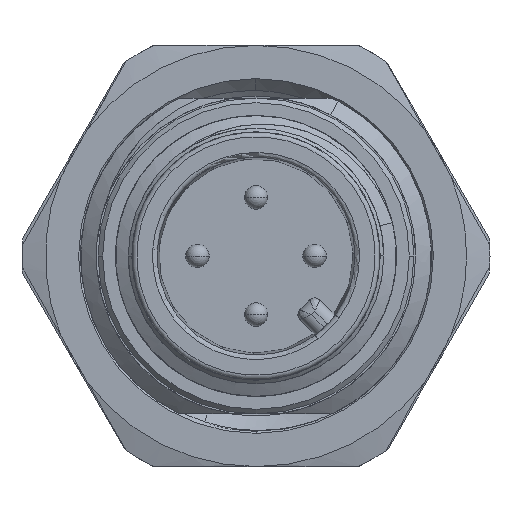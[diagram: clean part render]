
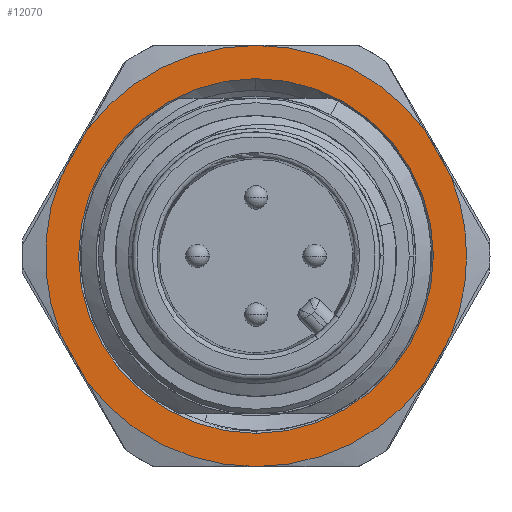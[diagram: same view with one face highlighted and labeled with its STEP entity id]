
A CAD part, left-side view. The second image highlights one B-rep face of the part: STEP entity #12070.
In plain terms, the highlighted planar face has unit normal (-1, 0, 0).
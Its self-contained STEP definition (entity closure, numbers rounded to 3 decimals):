
#2401=CARTESIAN_POINT('',(14.6,0.,0.));
#2402=DIRECTION('',(1.,0.,0.));
#2403=DIRECTION('',(0.,0.926,-0.376));
#2404=AXIS2_PLACEMENT_3D('',#2401,#2402,#2403);
#2406=DIRECTION('',(0.,-0.491,0.871));
#2407=VECTOR('',#2406,2.314);
#2408=CARTESIAN_POINT('',(14.6,8.343,3.375));
#2409=LINE('',#2408,#2407);
#2410=CARTESIAN_POINT('',(14.6,0.,0.));
#2411=DIRECTION('',(1.,0.,0.));
#2412=DIRECTION('',(0.,0.801,0.599));
#2413=AXIS2_PLACEMENT_3D('',#2410,#2411,#2412);
#2415=CARTESIAN_POINT('',(14.6,0.,0.));
#2416=DIRECTION('',(1.,0.,0.));
#2417=DIRECTION('',(0.,0.001,1.));
#2418=AXIS2_PLACEMENT_3D('',#2415,#2416,#2417);
#2420=DIRECTION('',(0.,-0.492,-0.87));
#2421=VECTOR('',#2420,2.314);
#2422=CARTESIAN_POINT('',(14.6,-7.199,5.401));
#2423=LINE('',#2422,#2421);
#2424=CARTESIAN_POINT('',(14.6,0.,0.));
#2425=DIRECTION('',(1.,0.,0.));
#2426=DIRECTION('',(0.,-0.926,0.376));
#2427=AXIS2_PLACEMENT_3D('',#2424,#2425,#2426);
#2429=CARTESIAN_POINT('',(14.6,0.,0.));
#2430=DIRECTION('',(1.,0.,0.));
#2431=DIRECTION('',(0.,-1.,0.001));
#2432=AXIS2_PLACEMENT_3D('',#2429,#2430,#2431);
#2434=DIRECTION('',(0.,0.491,-0.871));
#2435=VECTOR('',#2434,2.314);
#2436=CARTESIAN_POINT('',(14.6,-8.343,-3.375));
#2437=LINE('',#2436,#2435);
#2438=CARTESIAN_POINT('',(14.6,0.,0.));
#2439=DIRECTION('',(1.,0.,0.));
#2440=DIRECTION('',(0.,-0.801,-0.599));
#2441=AXIS2_PLACEMENT_3D('',#2438,#2439,#2440);
#2443=CARTESIAN_POINT('',(14.6,0.,0.));
#2444=DIRECTION('',(1.,0.,0.));
#2445=DIRECTION('',(0.,-0.001,-1.));
#2446=AXIS2_PLACEMENT_3D('',#2443,#2444,#2445);
#2448=DIRECTION('',(0.,0.492,0.87));
#2449=VECTOR('',#2448,2.314);
#2450=CARTESIAN_POINT('',(14.6,7.199,-5.401));
#2451=LINE('',#2450,#2449);
#2452=CARTESIAN_POINT('',(14.6,0.,0.));
#2453=DIRECTION('',(-1.,0.,0.));
#2454=DIRECTION('',(0.,-0.001,-1.));
#2455=AXIS2_PLACEMENT_3D('',#2452,#2453,#2454);
#2457=CARTESIAN_POINT('',(14.6,0.,0.));
#2458=DIRECTION('',(-1.,0.,0.));
#2459=DIRECTION('',(0.,0.001,1.));
#2460=AXIS2_PLACEMENT_3D('',#2457,#2458,#2459);
#9317=CARTESIAN_POINT('',(14.6,8.343,3.375));
#9318=CARTESIAN_POINT('',(14.6,7.207,5.391));
#9319=VERTEX_POINT('',#9317);
#9320=VERTEX_POINT('',#9318);
#9321=CARTESIAN_POINT('',(14.6,0.007,9.));
#9322=VERTEX_POINT('',#9321);
#9323=CARTESIAN_POINT('',(14.6,-7.199,5.401));
#9324=VERTEX_POINT('',#9323);
#9325=CARTESIAN_POINT('',(14.6,-8.338,3.387));
#9326=VERTEX_POINT('',#9325);
#9327=CARTESIAN_POINT('',(14.6,-8.343,-3.375));
#9328=CARTESIAN_POINT('',(14.6,-7.207,-5.391));
#9329=VERTEX_POINT('',#9327);
#9330=VERTEX_POINT('',#9328);
#9331=CARTESIAN_POINT('',(14.6,-0.007,-9.));
#9332=VERTEX_POINT('',#9331);
#9333=CARTESIAN_POINT('',(14.6,7.199,-5.401));
#9334=VERTEX_POINT('',#9333);
#9335=CARTESIAN_POINT('',(14.6,8.338,-3.387));
#9336=VERTEX_POINT('',#9335);
#9337=CARTESIAN_POINT('',(14.6,-0.006,-7.58));
#9338=CARTESIAN_POINT('',(14.6,0.006,7.58));
#9339=VERTEX_POINT('',#9337);
#9340=VERTEX_POINT('',#9338);
#9351=CARTESIAN_POINT('',(14.6,-9.,0.007));
#9352=VERTEX_POINT('',#9351);
#12041=CARTESIAN_POINT('',(14.6,0.004,0.));
#12042=DIRECTION('',(1.,0.,0.));
#12043=DIRECTION('',(0.,-0.001,-1.));
#12044=AXIS2_PLACEMENT_3D('',#12041,#12042,#12043);
#12045=PLANE('',#12044);
#12046=ORIENTED_EDGE('',*,*,#12035,.T.);
#12047=ORIENTED_EDGE('',*,*,#11778,.T.);
#12049=ORIENTED_EDGE('',*,*,#12048,.T.);
#12051=ORIENTED_EDGE('',*,*,#12050,.T.);
#12052=ORIENTED_EDGE('',*,*,#11873,.T.);
#12054=ORIENTED_EDGE('',*,*,#12053,.T.);
#12056=ORIENTED_EDGE('',*,*,#12055,.T.);
#12057=ORIENTED_EDGE('',*,*,#11928,.T.);
#12059=ORIENTED_EDGE('',*,*,#12058,.T.);
#12061=ORIENTED_EDGE('',*,*,#12060,.T.);
#12062=ORIENTED_EDGE('',*,*,#12021,.T.);
#12063=EDGE_LOOP('',(#12046,#12047,#12049,#12051,#12052,#12054,#12056,#12057,
#12059,#12061,#12062));
#12064=FACE_OUTER_BOUND('',#12063,.F.);
#12065=ORIENTED_EDGE('',*,*,#10675,.T.);
#12067=ORIENTED_EDGE('',*,*,#12066,.T.);
#12068=EDGE_LOOP('',(#12065,#12067));
#12069=FACE_BOUND('',#12068,.F.);
#12070=ADVANCED_FACE('',(#12064,#12069),#12045,.F.);
#2405=CIRCLE('',#2404,9.);
#2414=CIRCLE('',#2413,9.);
#2419=CIRCLE('',#2418,9.);
#2428=CIRCLE('',#2427,9.);
#2433=CIRCLE('',#2432,9.);
#2442=CIRCLE('',#2441,9.);
#2447=CIRCLE('',#2446,9.);
#2456=CIRCLE('',#2455,7.58);
#2461=CIRCLE('',#2460,7.58);
#10675=EDGE_CURVE('',#9339,#9340,#2456,.T.);
#11778=EDGE_CURVE('',#9319,#9320,#2409,.T.);
#11873=EDGE_CURVE('',#9324,#9326,#2423,.T.);
#11928=EDGE_CURVE('',#9329,#9330,#2437,.T.);
#12021=EDGE_CURVE('',#9334,#9336,#2451,.T.);
#12035=EDGE_CURVE('',#9336,#9319,#2405,.T.);
#12048=EDGE_CURVE('',#9320,#9322,#2414,.T.);
#12050=EDGE_CURVE('',#9322,#9324,#2419,.T.);
#12053=EDGE_CURVE('',#9326,#9352,#2428,.T.);
#12055=EDGE_CURVE('',#9352,#9329,#2433,.T.);
#12058=EDGE_CURVE('',#9330,#9332,#2442,.T.);
#12060=EDGE_CURVE('',#9332,#9334,#2447,.T.);
#12066=EDGE_CURVE('',#9340,#9339,#2461,.T.);
